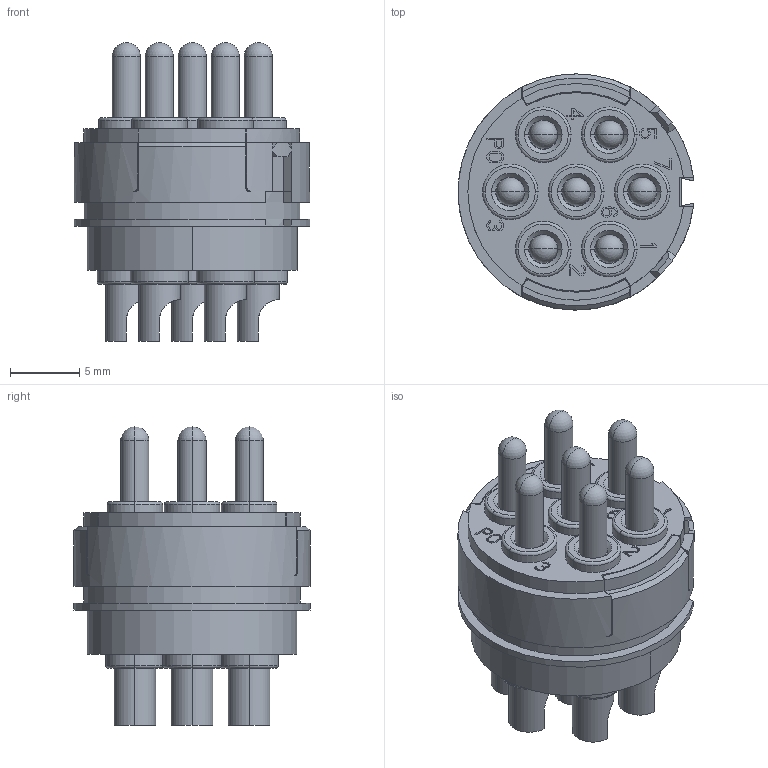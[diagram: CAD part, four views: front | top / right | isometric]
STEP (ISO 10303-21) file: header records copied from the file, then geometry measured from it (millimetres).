
FILE_DESCRIPTION((''),'2;1');
FILE_NAME('1594263','2015-09-08T',('feitelbuss'),(''),'PRO/ENGINEER BY PARAMETRIC TECHNOLOGY CORPORATION, 2014200','PRO/ENGINEER BY PARAMETRIC TECHNOLOGY CORPORATION, 2014200','');
FILE_SCHEMA(('AUTOMOTIVE_DESIGN { 1 0 10303 214 1 1 1 1 }'));
Length unit declared in the file: millimetre
Products named in the file (1): 1594263
Bounding box: 16.96 x 17 x 21.5 mm (x, y, z)
Volume: 2385.3 mm3; surface area: 1864.3 mm2
Topology: 1 solids, 1 shells, 932 faces, 2529 edges, 1653 vertices
Faces by surface type: plane 718, cylinder 132, cone 34, torus 34, sphere 14
Entity records: 29492 total; most frequent: CARTESIAN_POINT 5686, ORIENTED_EDGE 5030, DIRECTION 4694, EDGE_CURVE 2515, VECTOR 2056, LINE 2056, VERTEX_POINT 1653, AXIS2_PLACEMENT_3D 1319
